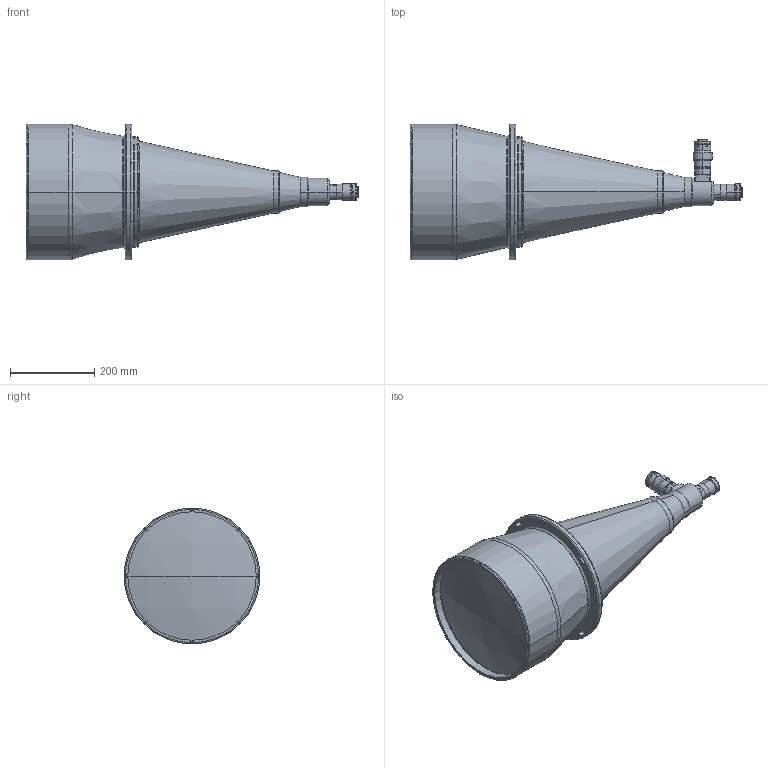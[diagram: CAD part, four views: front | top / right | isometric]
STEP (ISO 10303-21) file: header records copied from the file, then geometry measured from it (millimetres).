
FILE_DESCRIPTION (( 'STEP AP214' ), '1' );
FILE_NAME ('TCDP23C2MC240.STEP', '2015-10-15T09:31:03', ( '' ), ( '' ), 'SwSTEP 2.0', 'SolidWorks 2013', '' );
FILE_SCHEMA (( 'AUTOMOTIVE_DESIGN' ));
Length unit declared in the file: millimetre
Products named in the file (1): TCDP23C2MC240
Bounding box: 788.39 x 322 x 322 mm (x, y, z)
Surface area: 738192.8 mm2 (no closed solid volume)
Topology: 0 solids, 40 shells, 375 faces, 1227 edges, 882 vertices
Faces by surface type: cylinder 160, plane 120, torus 51, cone 36, bspline 6, sphere 2
Entity records: 19406 total; most frequent: CARTESIAN_POINT 4213, DIRECTION 2504, ORIENTED_EDGE 1951, EDGE_CURVE 1227, AXIS2_PLACEMENT_3D 1013, VERTEX_POINT 882, CIRCLE 643, EDGE_LOOP 490
